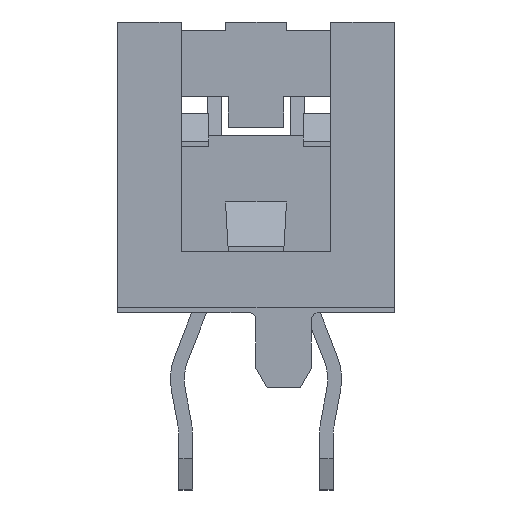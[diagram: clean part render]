
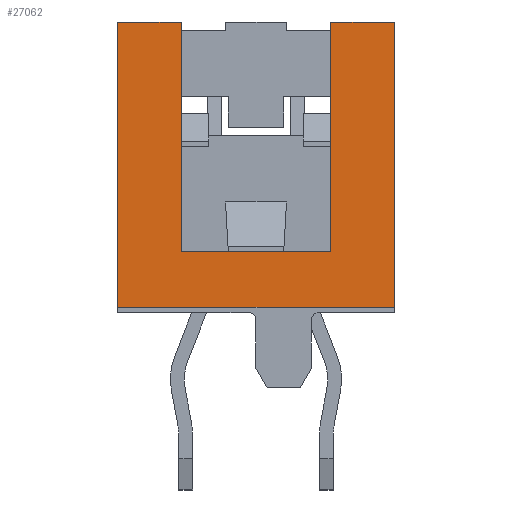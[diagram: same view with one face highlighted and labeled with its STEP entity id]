
A CAD part, left-side view. The second image highlights one B-rep face of the part: STEP entity #27062.
In plain terms, the highlighted face is planar.
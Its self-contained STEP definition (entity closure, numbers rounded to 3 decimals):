
#7026=ORIENTED_EDGE('',*,*,#12140,.F.);
#7027=ORIENTED_EDGE('',*,*,#12125,.F.);
#7028=ORIENTED_EDGE('',*,*,#12144,.T.);
#7029=ORIENTED_EDGE('',*,*,#12276,.T.);
#7030=ORIENTED_EDGE('',*,*,#12234,.F.);
#7031=ORIENTED_EDGE('',*,*,#12209,.T.);
#7032=ORIENTED_EDGE('',*,*,#12233,.T.);
#7033=ORIENTED_EDGE('',*,*,#12278,.T.);
#12125=EDGE_CURVE('',#15218,#15219,#18083,.T.);
#12140=EDGE_CURVE('',#15219,#15227,#18098,.T.);
#12144=EDGE_CURVE('',#15218,#15229,#18102,.T.);
#12209=EDGE_CURVE('',#15268,#15269,#18149,.T.);
#12233=EDGE_CURVE('',#15269,#15271,#18173,.T.);
#12234=EDGE_CURVE('',#15268,#15272,#18174,.T.);
#12276=EDGE_CURVE('',#15229,#15272,#18198,.T.);
#12278=EDGE_CURVE('',#15271,#15227,#18200,.T.);
#15218=VERTEX_POINT('',#42998);
#15219=VERTEX_POINT('',#43000);
#15227=VERTEX_POINT('',#43025);
#15229=VERTEX_POINT('',#43031);
#15268=VERTEX_POINT('',#43155);
#15269=VERTEX_POINT('',#43157);
#15271=VERTEX_POINT('',#43185);
#15272=VERTEX_POINT('',#43206);
#18083=LINE('',#42999,#21305);
#18098=LINE('',#43024,#21320);
#18102=LINE('',#43032,#21324);
#18149=LINE('',#43158,#21371);
#18173=LINE('',#43186,#21395);
#18174=LINE('',#43205,#21396);
#18198=LINE('',#43288,#21420);
#18200=LINE('',#43291,#21422);
#21305=VECTOR('',#35227,1000.);
#21320=VECTOR('',#35246,1000.);
#21324=VECTOR('',#35252,1000.);
#21371=VECTOR('',#35377,1000.);
#21395=VECTOR('',#35405,1000.);
#21396=VECTOR('',#35442,1000.);
#21420=VECTOR('',#35508,1000.);
#21422=VECTOR('',#35512,1000.);
#23392=EDGE_LOOP('',(#7026,#7027,#7028,#7029,#7030,#7031,#7032,#7033));
#24754=FACE_BOUND('',#23392,.T.);
#25756=PLANE('',#29351);
#27062=ADVANCED_FACE('',(#24754),#25756,.F.);
#29351=AXIS2_PLACEMENT_3D('',#43292,#35513,#35514);
#35227=DIRECTION('',(0.,-1.,0.));
#35246=DIRECTION('',(0.,0.,-1.));
#35252=DIRECTION('',(0.,0.,-1.));
#35377=DIRECTION('',(0.,-1.,0.));
#35405=DIRECTION('',(0.,0.,-1.));
#35442=DIRECTION('',(0.,0.,-1.));
#35508=DIRECTION('',(0.,1.,0.));
#35512=DIRECTION('',(0.,1.,0.));
#35513=DIRECTION('',(-1.,0.,0.));
#35514=DIRECTION('',(0.,0.,1.));
#42998=CARTESIAN_POINT('',(13.145,1.35,2.5));
#42999=CARTESIAN_POINT('',(13.145,1.35,2.5));
#43000=CARTESIAN_POINT('',(13.145,-1.35,2.5));
#43024=CARTESIAN_POINT('',(13.145,-1.35,-1.5));
#43025=CARTESIAN_POINT('',(13.145,-1.35,-1.65));
#43031=CARTESIAN_POINT('',(13.145,1.35,-1.65));
#43032=CARTESIAN_POINT('',(13.145,1.35,-1.5));
#43155=CARTESIAN_POINT('',(13.145,2.5,3.5));
#43157=CARTESIAN_POINT('',(13.145,-2.5,3.5));
#43158=CARTESIAN_POINT('',(13.145,2.5,3.5));
#43185=CARTESIAN_POINT('',(13.145,-2.5,-1.65));
#43186=CARTESIAN_POINT('',(13.145,-2.5,-0.3));
#43205=CARTESIAN_POINT('',(13.145,2.5,-0.3));
#43206=CARTESIAN_POINT('',(13.145,2.5,-1.65));
#43288=CARTESIAN_POINT('',(13.145,-2.5,-1.65));
#43291=CARTESIAN_POINT('',(13.145,-2.5,-1.65));
#43292=CARTESIAN_POINT('',(13.145,-2.5,-0.3));
